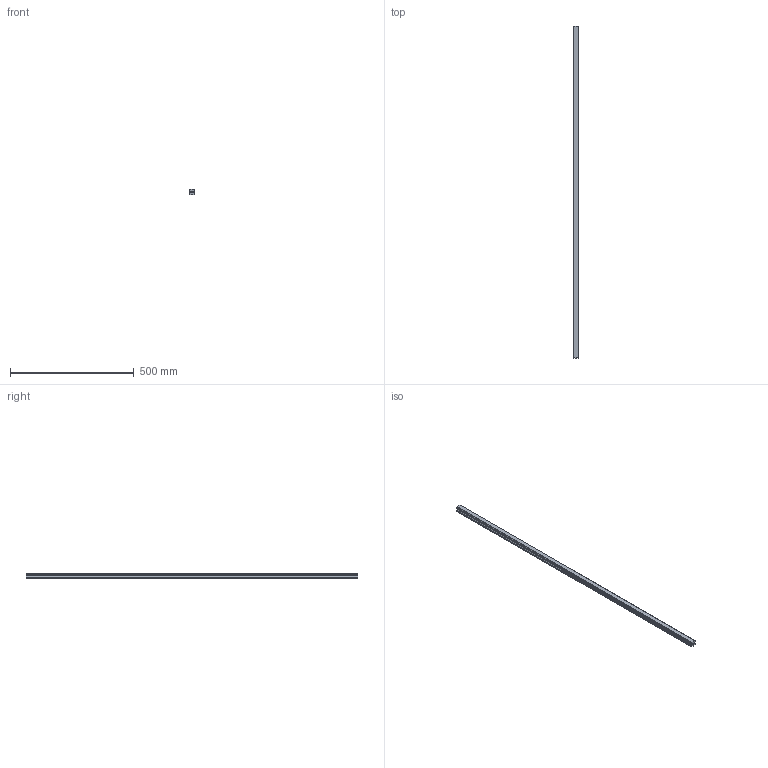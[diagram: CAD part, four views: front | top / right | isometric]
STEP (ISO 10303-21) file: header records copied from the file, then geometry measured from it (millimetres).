
FILE_DESCRIPTION(('STEP AP214'),'1');
FILE_NAME('cctmp_AF22CC98-12AF-4B37-854E-A80D9102D059_2021_01_25_10_21_09_0973..stp','2021-01-25T09:21:10',('HIWIN GmbH'),('CADClick - www.CADClick.com'),'Spatial InterOp 3D',' ','unknown authorization');
FILE_SCHEMA(('AUTOMOTIVE_DESIGN'));
Length unit declared in the file: millimetre
Products named in the file (1): HGR25T1340C_FILE
Bounding box: 23 x 1340 x 22 mm (x, y, z)
Volume: 579184.4 mm3; surface area: 127820.7 mm2
Topology: 1 solids, 1 shells, 272 faces, 821 edges, 509 vertices
Faces by surface type: plane 158, cylinder 68, cone 46
Entity records: 11155 total; most frequent: DIRECTION 1641, CARTESIAN_POINT 1557, ORIENTED_EDGE 1550, EDGE_CURVE 775, AXIS2_PLACEMENT_3D 593, VERTEX_POINT 509, LINE 455, VECTOR 455
